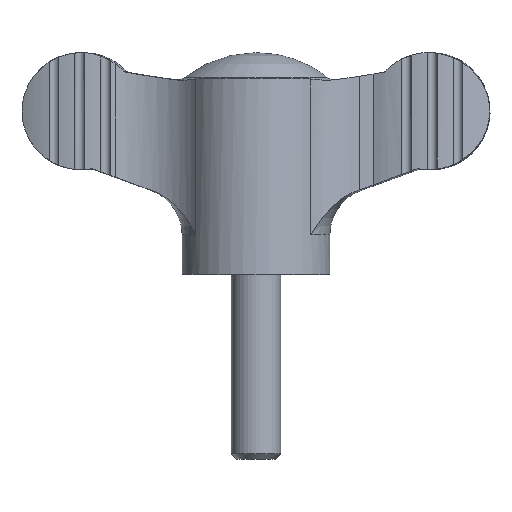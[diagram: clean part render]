
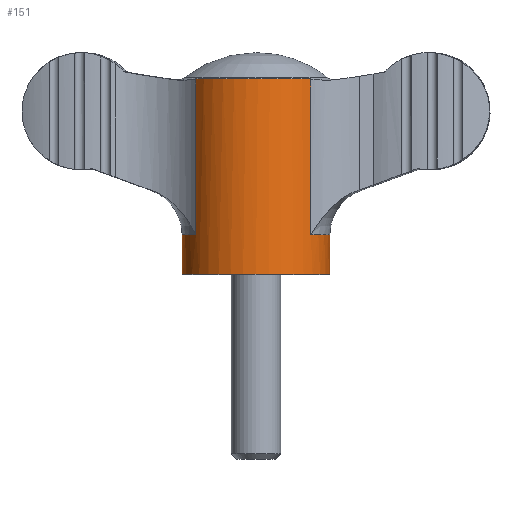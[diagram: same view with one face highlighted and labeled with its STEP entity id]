
A CAD part, top view. The second image highlights one B-rep face of the part: STEP entity #151.
In plain terms, the highlighted cylindrical face has radius 6 mm (diameter 12 mm), a full revolution.
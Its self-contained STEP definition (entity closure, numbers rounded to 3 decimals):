
#151 = ADVANCED_FACE( '', ( #312, #313 ), #314, .T. );
#312 = FACE_OUTER_BOUND( '', #478, .T. );
#313 = FACE_OUTER_BOUND( '', #479, .T. );
#314 = CYLINDRICAL_SURFACE( '', #480, 6. );
#478 = EDGE_LOOP( '', ( #871 ) );
#479 = EDGE_LOOP( '', ( #872, #873, #874, #875, #876, #877, #878, #879 ) );
#480 = AXIS2_PLACEMENT_3D( '', #880, #881, #882 );
#871 = ORIENTED_EDGE( '', *, *, #1167, .F. );
#872 = ORIENTED_EDGE( '', *, *, #1107, .T. );
#873 = ORIENTED_EDGE( '', *, *, #1168, .F. );
#874 = ORIENTED_EDGE( '', *, *, #1112, .F. );
#875 = ORIENTED_EDGE( '', *, *, #1088, .T. );
#876 = ORIENTED_EDGE( '', *, *, #1043, .T. );
#877 = ORIENTED_EDGE( '', *, *, #1095, .F. );
#878 = ORIENTED_EDGE( '', *, *, #1111, .F. );
#879 = ORIENTED_EDGE( '', *, *, #1076, .T. );
#880 = CARTESIAN_POINT( '', ( 0., 0., 0. ) );
#881 = DIRECTION( '', ( 0., 1., 0. ) );
#882 = DIRECTION( '', ( 0., 0., -1. ) );
#1043 = EDGE_CURVE( '', #1268, #1265, #1269, .T. );
#1076 = EDGE_CURVE( '', #1308, #1321, #1323, .T. );
#1088 = EDGE_CURVE( '', #1332, #1268, #1339, .T. );
#1095 = EDGE_CURVE( '', #1347, #1265, #1349, .T. );
#1107 = EDGE_CURVE( '', #1321, #1367, #1370, .T. );
#1111 = EDGE_CURVE( '', #1308, #1347, #1375, .T. );
#1112 = EDGE_CURVE( '', #1332, #1376, #1377, .T. );
#1167 = EDGE_CURVE( '', #1446, #1446, #1447, .T. );
#1168 = EDGE_CURVE( '', #1376, #1367, #1448, .T. );
#1265 = VERTEX_POINT( '', #1741 );
#1268 = VERTEX_POINT( '', #1757 );
#1269 = CIRCLE( '', #1758, 6. );
#1308 = VERTEX_POINT( '', #1864 );
#1321 = VERTEX_POINT( '', #1905 );
#1323 = LINE( '', #1920, #1921 );
#1332 = VERTEX_POINT( '', #1942 );
#1339 = LINE( '', #1971, #1972 );
#1347 = VERTEX_POINT( '', #1988 );
#1349 = LINE( '', #1995, #1996 );
#1367 = VERTEX_POINT( '', #2034 );
#1370 = CIRCLE( '', #2050, 6. );
#1375 = CIRCLE( '', #2055, 6. );
#1376 = VERTEX_POINT( '', #2056 );
#1377 = CIRCLE( '', #2057, 6. );
#1446 = VERTEX_POINT( '', #2282 );
#1447 = CIRCLE( '', #2283, 6. );
#1448 = LINE( '', #2284, #2285 );
#1741 = CARTESIAN_POINT( '', ( -4.446, 3.239, -4.03 ) );
#1757 = CARTESIAN_POINT( '', ( -4.881, 3.239, 3.49 ) );
#1758 = AXIS2_PLACEMENT_3D( '', #2350, #2351, #2352 );
#1864 = CARTESIAN_POINT( '', ( 4.881, 15.862, -3.49 ) );
#1905 = CARTESIAN_POINT( '', ( 4.881, 3.239, -3.49 ) );
#1920 = CARTESIAN_POINT( '', ( 4.881, 44.5, -3.49 ) );
#1921 = VECTOR( '', #2369, 1000. );
#1942 = CARTESIAN_POINT( '', ( -4.881, 15.862, 3.49 ) );
#1971 = CARTESIAN_POINT( '', ( -4.881, 44.5, 3.49 ) );
#1972 = VECTOR( '', #2374, 1000. );
#1988 = CARTESIAN_POINT( '', ( -4.446, 15.862, -4.03 ) );
#1995 = CARTESIAN_POINT( '', ( -4.446, 44.5, -4.03 ) );
#1996 = VECTOR( '', #2378, 1000. );
#2034 = CARTESIAN_POINT( '', ( 4.446, 3.239, 4.03 ) );
#2050 = AXIS2_PLACEMENT_3D( '', #2382, #2383, #2384 );
#2055 = AXIS2_PLACEMENT_3D( '', #2391, #2392, #2393 );
#2056 = CARTESIAN_POINT( '', ( 4.446, 15.862, 4.03 ) );
#2057 = AXIS2_PLACEMENT_3D( '', #2394, #2395, #2396 );
#2282 = CARTESIAN_POINT( '', ( 0., 0., -6. ) );
#2283 = AXIS2_PLACEMENT_3D( '', #2421, #2422, #2423 );
#2284 = CARTESIAN_POINT( '', ( 4.446, 44.5, 4.03 ) );
#2285 = VECTOR( '', #2424, 1000. );
#2350 = CARTESIAN_POINT( '', ( 0., 3.239, 0. ) );
#2351 = DIRECTION( '', ( 0., -1., 0. ) );
#2352 = DIRECTION( '', ( 0., 0., -1. ) );
#2369 = DIRECTION( '', ( 0., -1., 0. ) );
#2374 = DIRECTION( '', ( 0., -1., 0. ) );
#2378 = DIRECTION( '', ( 0., -1., 0. ) );
#2382 = CARTESIAN_POINT( '', ( 0., 3.239, 0. ) );
#2383 = DIRECTION( '', ( 0., -1., 0. ) );
#2384 = DIRECTION( '', ( 0., 0., -1. ) );
#2391 = CARTESIAN_POINT( '', ( 0., 15.862, 0. ) );
#2392 = DIRECTION( '', ( 0., 1., 0. ) );
#2393 = DIRECTION( '', ( 0., 0., 1. ) );
#2394 = CARTESIAN_POINT( '', ( 0., 15.862, 0. ) );
#2395 = DIRECTION( '', ( 0., 1., 0. ) );
#2396 = DIRECTION( '', ( 0., 0., 1. ) );
#2421 = CARTESIAN_POINT( '', ( 0., 0., 0. ) );
#2422 = DIRECTION( '', ( 0., -1., 0. ) );
#2423 = DIRECTION( '', ( 0., 0., -1. ) );
#2424 = DIRECTION( '', ( 0., -1., 0. ) );
